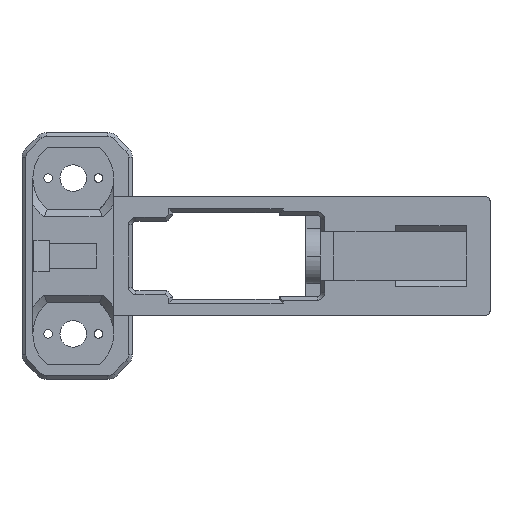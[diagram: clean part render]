
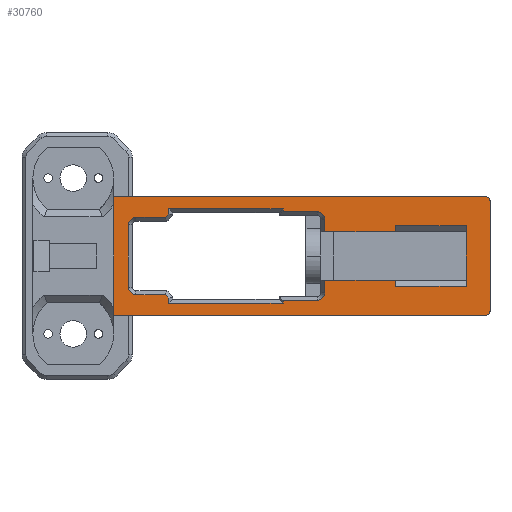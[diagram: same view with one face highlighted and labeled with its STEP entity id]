
A CAD part, front view. The second image highlights one B-rep face of the part: STEP entity #30760.
In plain terms, the highlighted planar face has unit normal (0, -1, 0).
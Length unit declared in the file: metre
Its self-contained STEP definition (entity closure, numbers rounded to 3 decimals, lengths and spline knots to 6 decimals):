
#971=CIRCLE('',#32507,0.001);
#972=CIRCLE('',#32508,0.001);
#973=CIRCLE('',#32509,0.0019);
#974=CIRCLE('',#32510,0.0019);
#975=CIRCLE('',#32511,0.0019);
#976=CIRCLE('',#32512,0.0019);
#3002=ORIENTED_EDGE('',*,*,#11372,.T.);
#3003=ORIENTED_EDGE('',*,*,#11425,.F.);
#3004=ORIENTED_EDGE('',*,*,#11426,.F.);
#3005=ORIENTED_EDGE('',*,*,#11427,.T.);
#3006=ORIENTED_EDGE('',*,*,#11361,.F.);
#3007=ORIENTED_EDGE('',*,*,#10404,.T.);
#3008=ORIENTED_EDGE('',*,*,#11428,.F.);
#3009=ORIENTED_EDGE('',*,*,#11429,.F.);
#3010=ORIENTED_EDGE('',*,*,#11430,.T.);
#3011=ORIENTED_EDGE('',*,*,#11431,.T.);
#3012=ORIENTED_EDGE('',*,*,#11432,.T.);
#3013=ORIENTED_EDGE('',*,*,#11433,.T.);
#3014=ORIENTED_EDGE('',*,*,#11434,.T.);
#3015=ORIENTED_EDGE('',*,*,#11435,.T.);
#3016=ORIENTED_EDGE('',*,*,#11436,.T.);
#3017=ORIENTED_EDGE('',*,*,#11437,.T.);
#3018=ORIENTED_EDGE('',*,*,#11438,.T.);
#3019=ORIENTED_EDGE('',*,*,#11439,.T.);
#3020=ORIENTED_EDGE('',*,*,#11440,.T.);
#3021=ORIENTED_EDGE('',*,*,#11441,.T.);
#3022=ORIENTED_EDGE('',*,*,#11442,.T.);
#3023=ORIENTED_EDGE('',*,*,#11443,.T.);
#3024=ORIENTED_EDGE('',*,*,#11444,.T.);
#3025=ORIENTED_EDGE('',*,*,#11445,.T.);
#3026=ORIENTED_EDGE('',*,*,#11446,.T.);
#3027=ORIENTED_EDGE('',*,*,#11447,.T.);
#3028=ORIENTED_EDGE('',*,*,#11448,.T.);
#3029=ORIENTED_EDGE('',*,*,#11449,.T.);
#3030=ORIENTED_EDGE('',*,*,#11450,.F.);
#3031=ORIENTED_EDGE('',*,*,#11451,.T.);
#3032=ORIENTED_EDGE('',*,*,#11452,.T.);
#3033=ORIENTED_EDGE('',*,*,#11453,.F.);
#10404=EDGE_CURVE('',#14987,#15000,#18041,.T.);
#11361=EDGE_CURVE('',#14987,#15623,#18566,.T.);
#11372=EDGE_CURVE('',#15000,#15632,#18573,.T.);
#11425=EDGE_CURVE('',#15661,#15632,#971,.T.);
#11426=EDGE_CURVE('',#15662,#15661,#18598,.T.);
#11427=EDGE_CURVE('',#15662,#15623,#972,.T.);
#11428=EDGE_CURVE('',#15663,#15664,#18599,.T.);
#11429=EDGE_CURVE('',#15665,#15663,#18600,.T.);
#11430=EDGE_CURVE('',#15665,#15666,#18601,.T.);
#11431=EDGE_CURVE('',#15666,#15667,#973,.T.);
#11432=EDGE_CURVE('',#15667,#15668,#18602,.T.);
#11433=EDGE_CURVE('',#15668,#15669,#18603,.T.);
#11434=EDGE_CURVE('',#15669,#15670,#18604,.T.);
#11435=EDGE_CURVE('',#15670,#15671,#18605,.T.);
#11436=EDGE_CURVE('',#15671,#15672,#18606,.T.);
#11437=EDGE_CURVE('',#15672,#15673,#18607,.T.);
#11438=EDGE_CURVE('',#15673,#15674,#974,.T.);
#11439=EDGE_CURVE('',#15674,#15675,#18608,.T.);
#11440=EDGE_CURVE('',#15675,#15676,#975,.T.);
#11441=EDGE_CURVE('',#15676,#15677,#18609,.T.);
#11442=EDGE_CURVE('',#15677,#15678,#18610,.T.);
#11443=EDGE_CURVE('',#15678,#15679,#18611,.T.);
#11444=EDGE_CURVE('',#15679,#15680,#18612,.T.);
#11445=EDGE_CURVE('',#15680,#15681,#18613,.T.);
#11446=EDGE_CURVE('',#15681,#15682,#18614,.T.);
#11447=EDGE_CURVE('',#15682,#15683,#976,.T.);
#11448=EDGE_CURVE('',#15683,#15684,#18615,.T.);
#11449=EDGE_CURVE('',#15684,#15685,#18616,.T.);
#11450=EDGE_CURVE('',#15686,#15685,#18617,.T.);
#11451=EDGE_CURVE('',#15686,#15687,#18618,.T.);
#11452=EDGE_CURVE('',#15687,#15688,#18619,.T.);
#11453=EDGE_CURVE('',#15664,#15688,#18620,.T.);
#14987=VERTEX_POINT('',#41398);
#15000=VERTEX_POINT('',#41432);
#15623=VERTEX_POINT('',#46823);
#15632=VERTEX_POINT('',#46849);
#15661=VERTEX_POINT('',#46981);
#15662=VERTEX_POINT('',#46983);
#15663=VERTEX_POINT('',#46986);
#15664=VERTEX_POINT('',#46987);
#15665=VERTEX_POINT('',#46989);
#15666=VERTEX_POINT('',#46991);
#15667=VERTEX_POINT('',#46993);
#15668=VERTEX_POINT('',#46995);
#15669=VERTEX_POINT('',#46997);
#15670=VERTEX_POINT('',#46999);
#15671=VERTEX_POINT('',#47001);
#15672=VERTEX_POINT('',#47003);
#15673=VERTEX_POINT('',#47005);
#15674=VERTEX_POINT('',#47007);
#15675=VERTEX_POINT('',#47009);
#15676=VERTEX_POINT('',#47011);
#15677=VERTEX_POINT('',#47013);
#15678=VERTEX_POINT('',#47015);
#15679=VERTEX_POINT('',#47017);
#15680=VERTEX_POINT('',#47019);
#15681=VERTEX_POINT('',#47021);
#15682=VERTEX_POINT('',#47023);
#15683=VERTEX_POINT('',#47025);
#15684=VERTEX_POINT('',#47027);
#15685=VERTEX_POINT('',#47029);
#15686=VERTEX_POINT('',#47031);
#15687=VERTEX_POINT('',#47033);
#15688=VERTEX_POINT('',#47035);
#18041=LINE('',#41433,#21898);
#18566=LINE('',#46822,#22423);
#18573=LINE('',#46850,#22430);
#18598=LINE('',#46982,#22455);
#18599=LINE('',#46985,#22456);
#18600=LINE('',#46988,#22457);
#18601=LINE('',#46990,#22458);
#18602=LINE('',#46994,#22459);
#18603=LINE('',#46996,#22460);
#18604=LINE('',#46998,#22461);
#18605=LINE('',#47000,#22462);
#18606=LINE('',#47002,#22463);
#18607=LINE('',#47004,#22464);
#18608=LINE('',#47008,#22465);
#18609=LINE('',#47012,#22466);
#18610=LINE('',#47014,#22467);
#18611=LINE('',#47016,#22468);
#18612=LINE('',#47018,#22469);
#18613=LINE('',#47020,#22470);
#18614=LINE('',#47022,#22471);
#18615=LINE('',#47026,#22472);
#18616=LINE('',#47028,#22473);
#18617=LINE('',#47030,#22474);
#18618=LINE('',#47032,#22475);
#18619=LINE('',#47034,#22476);
#18620=LINE('',#47036,#22477);
#21898=VECTOR('',#33937,1.);
#22423=VECTOR('',#35292,1.);
#22430=VECTOR('',#35305,1.);
#22455=VECTOR('',#35414,1.);
#22456=VECTOR('',#35417,1.);
#22457=VECTOR('',#35418,1.);
#22458=VECTOR('',#35419,1.);
#22459=VECTOR('',#35422,1.);
#22460=VECTOR('',#35423,1.);
#22461=VECTOR('',#35424,1.);
#22462=VECTOR('',#35425,1.);
#22463=VECTOR('',#35426,1.);
#22464=VECTOR('',#35427,1.);
#22465=VECTOR('',#35430,1.);
#22466=VECTOR('',#35433,1.);
#22467=VECTOR('',#35434,1.);
#22468=VECTOR('',#35435,1.);
#22469=VECTOR('',#35436,1.);
#22470=VECTOR('',#35437,1.);
#22471=VECTOR('',#35438,1.);
#22472=VECTOR('',#35441,1.);
#22473=VECTOR('',#35442,1.);
#22474=VECTOR('',#35443,1.);
#22475=VECTOR('',#35444,1.);
#22476=VECTOR('',#35445,1.);
#22477=VECTOR('',#35446,1.);
#26078=EDGE_LOOP('',(#3002,#3003,#3004,#3005,#3006,#3007));
#26079=EDGE_LOOP('',(#3008,#3009,#3010,#3011,#3012,#3013,#3014,#3015,#3016,
#3017,#3018,#3019,#3020,#3021,#3022,#3023,#3024,#3025,#3026,#3027,#3028,
#3029,#3030,#3031,#3032,#3033));
#27790=FACE_BOUND('',#26078,.T.);
#27791=FACE_BOUND('',#26079,.T.);
#29286=PLANE('',#32506);
#30760=ADVANCED_FACE('',(#27790,#27791),#29286,.T.);
#32506=AXIS2_PLACEMENT_3D('',#46979,#35410,#35411);
#32507=AXIS2_PLACEMENT_3D('',#46980,#35412,#35413);
#32508=AXIS2_PLACEMENT_3D('',#46984,#35415,#35416);
#32509=AXIS2_PLACEMENT_3D('',#46992,#35420,#35421);
#32510=AXIS2_PLACEMENT_3D('',#47006,#35428,#35429);
#32511=AXIS2_PLACEMENT_3D('',#47010,#35431,#35432);
#32512=AXIS2_PLACEMENT_3D('',#47024,#35439,#35440);
#33937=DIRECTION('',(0.,0.,-1.));
#35292=DIRECTION('',(1.,0.,0.));
#35305=DIRECTION('',(1.,0.,0.));
#35410=DIRECTION('',(0.,-1.,0.));
#35411=DIRECTION('',(0.,0.,-1.));
#35412=DIRECTION('',(0.,1.,0.));
#35413=DIRECTION('',(0.,0.,-1.));
#35414=DIRECTION('',(0.,0.,-1.));
#35415=DIRECTION('',(0.,-1.,0.));
#35416=DIRECTION('',(0.,0.,-1.));
#35417=DIRECTION('',(0.,0.,-1.));
#35418=DIRECTION('',(1.,0.,0.));
#35419=DIRECTION('',(0.,0.,-1.));
#35420=DIRECTION('',(0.,1.,0.));
#35421=DIRECTION('',(0.,0.,-1.));
#35422=DIRECTION('',(-1.,0.,0.));
#35423=DIRECTION('',(0.,0.,-1.));
#35424=DIRECTION('',(-1.,0.,0.));
#35425=DIRECTION('',(0.,0.,1.));
#35426=DIRECTION('',(-0.707,0.,0.707));
#35427=DIRECTION('',(-1.,0.,0.));
#35428=DIRECTION('',(0.,1.,0.));
#35429=DIRECTION('',(0.,0.,-1.));
#35430=DIRECTION('',(0.,0.,1.));
#35431=DIRECTION('',(0.,1.,0.));
#35432=DIRECTION('',(0.,0.,-1.));
#35433=DIRECTION('',(1.,0.,0.));
#35434=DIRECTION('',(0.707,0.,0.707));
#35435=DIRECTION('',(0.,0.,1.));
#35436=DIRECTION('',(1.,0.,0.));
#35437=DIRECTION('',(0.,0.,-1.));
#35438=DIRECTION('',(1.,0.,0.));
#35439=DIRECTION('',(0.,1.,0.));
#35440=DIRECTION('',(0.,0.,-1.));
#35441=DIRECTION('',(0.,0.,-1.));
#35442=DIRECTION('',(1.,0.,0.));
#35443=DIRECTION('',(0.,0.,-1.));
#35444=DIRECTION('',(1.,0.,0.));
#35445=DIRECTION('',(0.,0.,-1.));
#35446=DIRECTION('',(1.,0.,0.));
#41398=CARTESIAN_POINT('',(0.0055,-0.0115,0.015));
#41432=CARTESIAN_POINT('',(0.0055,-0.0115,-0.015));
#41433=CARTESIAN_POINT('',(0.0055,-0.0115,0.));
#46822=CARTESIAN_POINT('',(0.,-0.0115,0.015));
#46823=CARTESIAN_POINT('',(0.1,-0.0115,0.015));
#46849=CARTESIAN_POINT('',(0.1,-0.0115,-0.015));
#46850=CARTESIAN_POINT('',(0.,-0.0115,-0.015));
#46979=CARTESIAN_POINT('',(0.,-0.0115,0.));
#46980=CARTESIAN_POINT('',(0.1,-0.0115,-0.014));
#46981=CARTESIAN_POINT('',(0.101,-0.0115,-0.014));
#46982=CARTESIAN_POINT('',(0.101,-0.0115,0.));
#46983=CARTESIAN_POINT('',(0.101,-0.0115,0.014));
#46984=CARTESIAN_POINT('',(0.1,-0.0115,0.014));
#46985=CARTESIAN_POINT('',(0.077,-0.0115,0.));
#46986=CARTESIAN_POINT('',(0.077,-0.0115,-0.006125));
#46987=CARTESIAN_POINT('',(0.077,-0.0115,-0.007723));
#46988=CARTESIAN_POINT('',(0.,-0.0115,-0.006125));
#46989=CARTESIAN_POINT('',(0.05905,-0.0115,-0.006125));
#46990=CARTESIAN_POINT('',(0.05905,-0.0115,0.));
#46991=CARTESIAN_POINT('',(0.05905,-0.0115,-0.009375));
#46992=CARTESIAN_POINT('',(0.05715,-0.0115,-0.009375));
#46993=CARTESIAN_POINT('',(0.05715,-0.0115,-0.011275));
#46994=CARTESIAN_POINT('',(0.,-0.0115,-0.011275));
#46995=CARTESIAN_POINT('',(0.048484,-0.0115,-0.011275));
#46996=CARTESIAN_POINT('',(0.048484,-0.0115,-0.011));
#46997=CARTESIAN_POINT('',(0.048484,-0.0115,-0.012));
#46998=CARTESIAN_POINT('',(0.020484,-0.0115,-0.012));
#46999=CARTESIAN_POINT('',(0.019484,-0.0115,-0.012));
#47000=CARTESIAN_POINT('',(0.019484,-0.0115,0.));
#47001=CARTESIAN_POINT('',(0.019484,-0.0115,-0.010689));
#47002=CARTESIAN_POINT('',(0.004398,-0.0115,0.004398));
#47003=CARTESIAN_POINT('',(0.018595,-0.0115,-0.0098));
#47004=CARTESIAN_POINT('',(0.01115,-0.0115,-0.0098));
#47005=CARTESIAN_POINT('',(0.01115,-0.0115,-0.0098));
#47006=CARTESIAN_POINT('',(0.01115,-0.0115,-0.0079));
#47007=CARTESIAN_POINT('',(0.00925,-0.0115,-0.0079));
#47008=CARTESIAN_POINT('',(0.00925,-0.0115,0.));
#47009=CARTESIAN_POINT('',(0.00925,-0.0115,0.0079));
#47010=CARTESIAN_POINT('',(0.01115,-0.0115,0.0079));
#47011=CARTESIAN_POINT('',(0.01115,-0.0115,0.0098));
#47012=CARTESIAN_POINT('',(0.,-0.0115,0.0098));
#47013=CARTESIAN_POINT('',(0.018595,-0.0115,0.0098));
#47014=CARTESIAN_POINT('',(0.004398,-0.0115,-0.004398));
#47015=CARTESIAN_POINT('',(0.019484,-0.0115,0.010689));
#47016=CARTESIAN_POINT('',(0.019484,-0.0115,0.));
#47017=CARTESIAN_POINT('',(0.019484,-0.0115,0.012));
#47018=CARTESIAN_POINT('',(0.,-0.0115,0.012));
#47019=CARTESIAN_POINT('',(0.048484,-0.0115,0.012));
#47020=CARTESIAN_POINT('',(0.048484,-0.0115,0.010275));
#47021=CARTESIAN_POINT('',(0.048484,-0.0115,0.011275));
#47022=CARTESIAN_POINT('',(0.,-0.0115,0.011275));
#47023=CARTESIAN_POINT('',(0.05715,-0.0115,0.011275));
#47024=CARTESIAN_POINT('',(0.05715,-0.0115,0.009375));
#47025=CARTESIAN_POINT('',(0.05905,-0.0115,0.009375));
#47026=CARTESIAN_POINT('',(0.05905,-0.0115,0.));
#47027=CARTESIAN_POINT('',(0.05905,-0.0115,0.006125));
#47028=CARTESIAN_POINT('',(0.,-0.0115,0.006125));
#47029=CARTESIAN_POINT('',(0.077,-0.0115,0.006125));
#47030=CARTESIAN_POINT('',(0.077,-0.0115,0.));
#47031=CARTESIAN_POINT('',(0.077,-0.0115,0.007723));
#47032=CARTESIAN_POINT('',(0.,-0.0115,0.007723));
#47033=CARTESIAN_POINT('',(0.095,-0.0115,0.007723));
#47034=CARTESIAN_POINT('',(0.095,-0.0115,0.));
#47035=CARTESIAN_POINT('',(0.095,-0.0115,-0.007723));
#47036=CARTESIAN_POINT('',(0.071,-0.0115,-0.007723));
